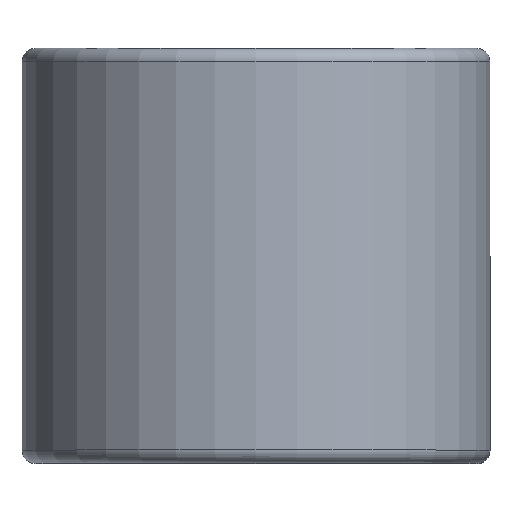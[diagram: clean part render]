
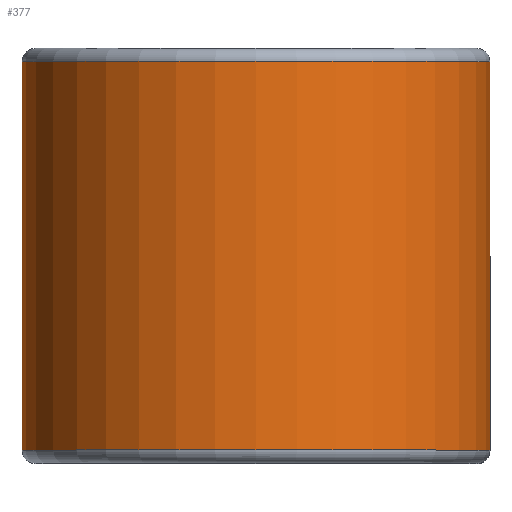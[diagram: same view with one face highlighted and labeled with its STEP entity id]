
A CAD part, top view. The second image highlights one B-rep face of the part: STEP entity #377.
In plain terms, the highlighted cylindrical face has radius 13.424 mm (diameter 26.848 mm), a partial arc.
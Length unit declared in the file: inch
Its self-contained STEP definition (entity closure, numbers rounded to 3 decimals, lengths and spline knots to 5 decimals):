
#47 = ORIENTED_EDGE ( 'NONE', *, *, #861, .T. ) ;
#102 = VERTEX_POINT ( 'NONE', #1931 ) ;
#133 = ORIENTED_EDGE ( 'NONE', *, *, #2225, .T. ) ;
#137 = AXIS2_PLACEMENT_3D ( 'NONE', #181, #1504, #382 ) ;
#181 = CARTESIAN_POINT ( 'NONE',  ( 0., -0.43875, 0. ) ) ;
#197 = CIRCLE ( 'NONE', #137, 0.5285 ) ;
#216 = CARTESIAN_POINT ( 'NONE',  ( 0., -0.43875, -0.5285 ) ) ;
#269 = DIRECTION ( 'NONE',  ( 0., -1., 0. ) ) ;
#377 = ADVANCED_FACE ( 'NONE', ( #1201 ), #792, .T. ) ;
#382 = DIRECTION ( 'NONE',  ( 0., 0., -1. ) ) ;
#384 = VERTEX_POINT ( 'NONE', #216 ) ;
#417 = LINE ( 'NONE', #825, #900 ) ;
#536 = EDGE_LOOP ( 'NONE', ( #47, #133, #2166, #755 ) ) ;
#600 = EDGE_CURVE ( 'NONE', #1536, #384, #197, .T. ) ;
#629 = DIRECTION ( 'NONE',  ( 0., 1., 0. ) ) ;
#743 = DIRECTION ( 'NONE',  ( 0., 1., 0. ) ) ;
#755 = ORIENTED_EDGE ( 'NONE', *, *, #600, .F. ) ;
#792 = CYLINDRICAL_SURFACE ( 'NONE', #1952, 0.5285 ) ;
#825 = CARTESIAN_POINT ( 'NONE',  ( 0.5285, 0.43875, 0. ) ) ;
#861 = EDGE_CURVE ( 'NONE', #1536, #1177, #417, .T. ) ;
#900 = VECTOR ( 'NONE', #629, 39.37008 ) ;
#1177 = VERTEX_POINT ( 'NONE', #1558 ) ;
#1201 = FACE_OUTER_BOUND ( 'NONE', #536, .T. ) ;
#1219 = CIRCLE ( 'NONE', #2136, 0.5285 ) ;
#1407 = CARTESIAN_POINT ( 'NONE',  ( 0., 0.43875, 0. ) ) ;
#1504 = DIRECTION ( 'NONE',  ( 0., -1., 0. ) ) ;
#1536 = VERTEX_POINT ( 'NONE', #1693 ) ;
#1558 = CARTESIAN_POINT ( 'NONE',  ( 0.5285, 0.43875, 0. ) ) ;
#1584 = DIRECTION ( 'NONE',  ( 0., 0., -1. ) ) ;
#1693 = CARTESIAN_POINT ( 'NONE',  ( 0.5285, -0.43875, 0. ) ) ;
#1793 = CARTESIAN_POINT ( 'NONE',  ( 0., 0.43875, -0.5285 ) ) ;
#1807 = CARTESIAN_POINT ( 'NONE',  ( 0., 0.4375, 0. ) ) ;
#1864 = DIRECTION ( 'NONE',  ( 0., 0., -1. ) ) ;
#1914 = VECTOR ( 'NONE', #743, 39.37008 ) ;
#1916 = LINE ( 'NONE', #1793, #1914 ) ;
#1931 = CARTESIAN_POINT ( 'NONE',  ( 0., 0.43875, -0.5285 ) ) ;
#1952 = AXIS2_PLACEMENT_3D ( 'NONE', #1807, #1959, #1864 ) ;
#1959 = DIRECTION ( 'NONE',  ( 0., -1., 0. ) ) ;
#2129 = EDGE_CURVE ( 'NONE', #384, #102, #1916, .T. ) ;
#2136 = AXIS2_PLACEMENT_3D ( 'NONE', #1407, #269, #1584 ) ;
#2166 = ORIENTED_EDGE ( 'NONE', *, *, #2129, .F. ) ;
#2225 = EDGE_CURVE ( 'NONE', #1177, #102, #1219, .T. ) ;
